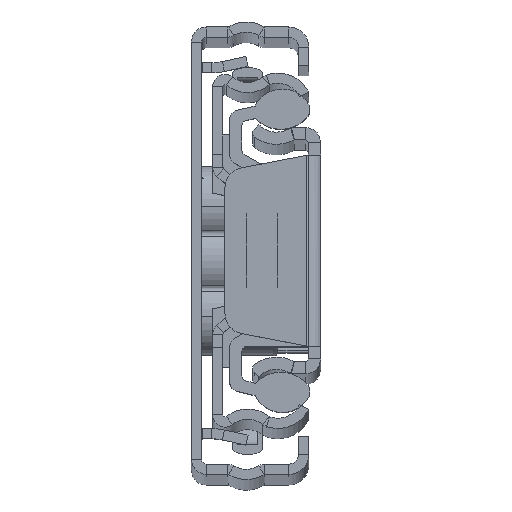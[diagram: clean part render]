
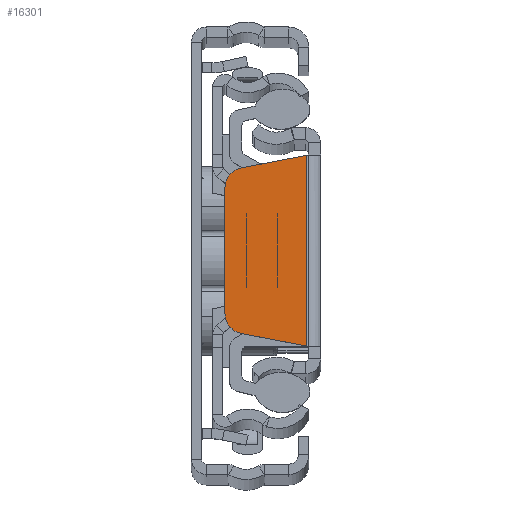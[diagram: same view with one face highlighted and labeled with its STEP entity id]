
A CAD part, top view. The second image highlights one B-rep face of the part: STEP entity #16301.
In plain terms, the highlighted planar face has unit normal (0, 0, 1).
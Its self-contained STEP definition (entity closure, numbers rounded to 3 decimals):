
#459 = CARTESIAN_POINT ( 'NONE',  ( -7.401, -6.183, 0. ) ) ;
#463 = LINE ( 'NONE', #5988, #5820 ) ;
#914 = AXIS2_PLACEMENT_3D ( 'NONE', #4366, #11528, #20325 ) ;
#2072 = VECTOR ( 'NONE', #16204, 1000. ) ;
#3218 = CIRCLE ( 'NONE', #914, 2. ) ;
#3912 = DIRECTION ( 'NONE',  ( 0., -1., 0. ) ) ;
#4366 = CARTESIAN_POINT ( 'NONE',  ( -7.401, 6.183, 0. ) ) ;
#5005 = CARTESIAN_POINT ( 'NONE',  ( 0., 0., 0. ) ) ;
#5820 = VECTOR ( 'NONE', #9283, 1000. ) ;
#5988 = CARTESIAN_POINT ( 'NONE',  ( -1.786, 9.298, 0. ) ) ;
#6671 = CARTESIAN_POINT ( 'NONE',  ( -7.778, -8.147, 0. ) ) ;
#6682 = ORIENTED_EDGE ( 'NONE', *, *, #6888, .T. ) ;
#6888 = EDGE_CURVE ( 'NONE', #20702, #17288, #8153, .T. ) ;
#7448 = CARTESIAN_POINT ( 'NONE',  ( -9.401, 0., 0. ) ) ;
#7607 = VERTEX_POINT ( 'NONE', #14431 ) ;
#8153 = LINE ( 'NONE', #13530, #20449 ) ;
#8164 = ORIENTED_EDGE ( 'NONE', *, *, #13927, .F. ) ;
#8539 = CARTESIAN_POINT ( 'NONE',  ( -1.36, -9.379, 0. ) ) ;
#8735 = VERTEX_POINT ( 'NONE', #20076 ) ;
#8785 = VERTEX_POINT ( 'NONE', #21365 ) ;
#8928 = EDGE_LOOP ( 'NONE', ( #12785, #16917, #6682, #8164, #21507, #22266 ) ) ;
#9213 = LINE ( 'NONE', #7448, #13016 ) ;
#9283 = DIRECTION ( 'NONE',  ( -0.982, -0.189, 0. ) ) ;
#9636 = DIRECTION ( 'NONE',  ( 0., 0., 1. ) ) ;
#10023 = DIRECTION ( 'NONE',  ( 0.982, -0.189, 0. ) ) ;
#11052 = AXIS2_PLACEMENT_3D ( 'NONE', #5005, #19329, #16132 ) ;
#11528 = DIRECTION ( 'NONE',  ( 0., 0., 1. ) ) ;
#12488 = EDGE_CURVE ( 'NONE', #7607, #8785, #463, .T. ) ;
#12785 = ORIENTED_EDGE ( 'NONE', *, *, #20053, .T. ) ;
#13016 = VECTOR ( 'NONE', #3912, 1000. ) ;
#13078 = VERTEX_POINT ( 'NONE', #18914 ) ;
#13150 = EDGE_CURVE ( 'NONE', #8785, #13078, #3218, .T. ) ;
#13530 = CARTESIAN_POINT ( 'NONE',  ( -1.786, -9.298, 0. ) ) ;
#13927 = EDGE_CURVE ( 'NONE', #7607, #17288, #23174, .T. ) ;
#14162 = FACE_OUTER_BOUND ( 'NONE', #8928, .T. ) ;
#14431 = CARTESIAN_POINT ( 'NONE',  ( -1.36, 9.379, 0. ) ) ;
#15644 = EDGE_CURVE ( 'NONE', #8735, #20702, #17785, .T. ) ;
#16132 = DIRECTION ( 'NONE',  ( -1., 0., 0. ) ) ;
#16204 = DIRECTION ( 'NONE',  ( 0., -1., 0. ) ) ;
#16259 = AXIS2_PLACEMENT_3D ( 'NONE', #459, #9636, #16770 ) ;
#16301 = ADVANCED_FACE ( 'NONE', ( #14162 ), #20975, .F. ) ;
#16770 = DIRECTION ( 'NONE',  ( -1., 0., 0. ) ) ;
#16917 = ORIENTED_EDGE ( 'NONE', *, *, #15644, .T. ) ;
#17288 = VERTEX_POINT ( 'NONE', #8539 ) ;
#17785 = CIRCLE ( 'NONE', #16259, 2. ) ;
#17874 = CARTESIAN_POINT ( 'NONE',  ( -1.36, -9.379, 0. ) ) ;
#18914 = CARTESIAN_POINT ( 'NONE',  ( -9.401, 6.183, 0. ) ) ;
#19329 = DIRECTION ( 'NONE',  ( 0., 0., -1. ) ) ;
#20053 = EDGE_CURVE ( 'NONE', #13078, #8735, #9213, .T. ) ;
#20076 = CARTESIAN_POINT ( 'NONE',  ( -9.401, -6.183, 0. ) ) ;
#20325 = DIRECTION ( 'NONE',  ( -1., 0., 0. ) ) ;
#20449 = VECTOR ( 'NONE', #10023, 1000. ) ;
#20702 = VERTEX_POINT ( 'NONE', #6671 ) ;
#20975 = PLANE ( 'NONE',  #11052 ) ;
#21365 = CARTESIAN_POINT ( 'NONE',  ( -7.778, 8.147, 0. ) ) ;
#21507 = ORIENTED_EDGE ( 'NONE', *, *, #12488, .T. ) ;
#22266 = ORIENTED_EDGE ( 'NONE', *, *, #13150, .T. ) ;
#23174 = LINE ( 'NONE', #17874, #2072 ) ;
